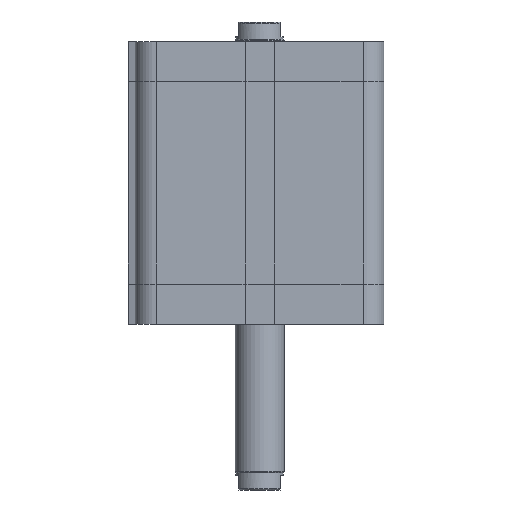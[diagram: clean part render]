
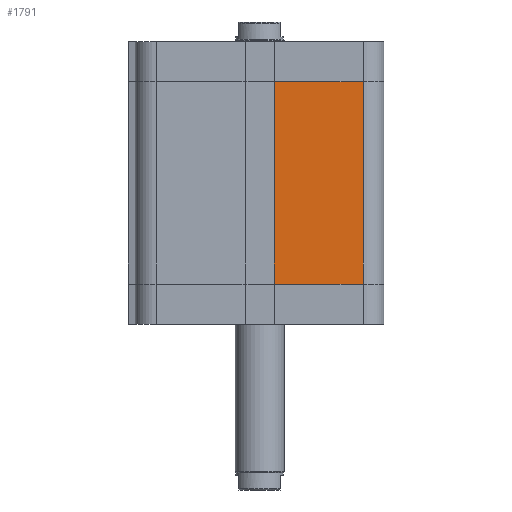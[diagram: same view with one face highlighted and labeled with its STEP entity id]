
A CAD part, left-side view. The second image highlights one B-rep face of the part: STEP entity #1791.
In plain terms, the highlighted planar face has unit normal (-1, 0, 0).
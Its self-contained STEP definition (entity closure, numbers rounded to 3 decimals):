
#1704=CARTESIAN_POINT('',(-51.,-6.,16.5));
#1705=VERTEX_POINT('',#1704);
#1712=CARTESIAN_POINT('',(-51.,-6.,99.5));
#1713=VERTEX_POINT('',#1712);
#1714=CARTESIAN_POINT('',(-51.,-6.,16.5));
#1715=DIRECTION('',(0.0,0.0,1.0));
#1716=VECTOR('',#1715,83.0);
#1717=LINE('',#1714,#1716);
#1718=EDGE_CURVE('',#1705,#1713,#1717,.T.);
#1761=CARTESIAN_POINT('',(-51.0,-42.5,0.0));
#1762=DIRECTION('',(-1.0,0.0,0.0));
#1763=DIRECTION('',(0.0,0.0,1.0));
#1764=AXIS2_PLACEMENT_3D('',#1761,#1762,#1763);
#1765=PLANE('',#1764);
#1766=CARTESIAN_POINT('',(-51.0,-42.5,16.5));
#1767=VERTEX_POINT('',#1766);
#1768=CARTESIAN_POINT('',(-51.,-6.0,16.5));
#1769=DIRECTION('',(0.0,-1.0,0.0));
#1770=VECTOR('',#1769,36.5);
#1771=LINE('',#1768,#1770);
#1772=EDGE_CURVE('',#1705,#1767,#1771,.T.);
#1773=ORIENTED_EDGE('',*,*,#1772,.T.);
#1774=CARTESIAN_POINT('',(-51.0,-42.5,99.5));
#1775=VERTEX_POINT('',#1774);
#1776=CARTESIAN_POINT('',(-51.0,-42.5,16.5));
#1777=DIRECTION('',(0.0,0.0,1.0));
#1778=VECTOR('',#1777,83.0);
#1779=LINE('',#1776,#1778);
#1780=EDGE_CURVE('',#1767,#1775,#1779,.T.);
#1781=ORIENTED_EDGE('',*,*,#1780,.T.);
#1782=CARTESIAN_POINT('',(-51.,-6.0,99.5));
#1783=DIRECTION('',(0.0,-1.0,0.0));
#1784=VECTOR('',#1783,36.5);
#1785=LINE('',#1782,#1784);
#1786=EDGE_CURVE('',#1713,#1775,#1785,.T.);
#1787=ORIENTED_EDGE('',*,*,#1786,.F.);
#1788=ORIENTED_EDGE('',*,*,#1718,.F.);
#1789=EDGE_LOOP('',(#1773,#1781,#1787,#1788));
#1790=FACE_OUTER_BOUND('',#1789,.T.);
#1791=ADVANCED_FACE('',(#1790),#1765,.T.);
